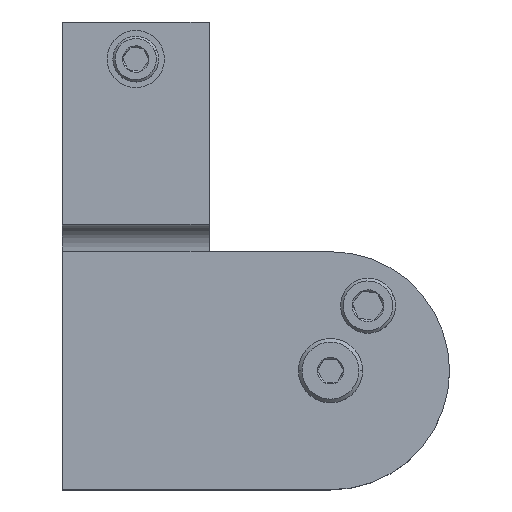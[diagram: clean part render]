
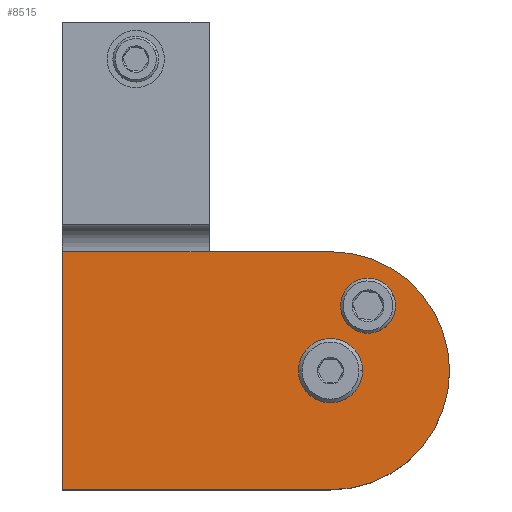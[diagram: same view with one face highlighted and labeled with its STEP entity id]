
A CAD part, top view. The second image highlights one B-rep face of the part: STEP entity #8515.
In plain terms, the highlighted face is planar.
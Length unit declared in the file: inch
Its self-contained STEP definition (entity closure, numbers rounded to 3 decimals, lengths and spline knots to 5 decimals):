
#86 = EDGE_CURVE ( 'NONE', #12647, #1081, #9677, .T. ) ;
#265 = CARTESIAN_POINT ( 'NONE',  ( -0.051, 1.624, 0. ) ) ;
#337 = CIRCLE ( 'NONE', #2300, 0.812 ) ;
#371 = DIRECTION ( 'NONE',  ( 0., 0., -1. ) ) ;
#469 = AXIS2_PLACEMENT_3D ( 'NONE', #15220, #14219, #3511 ) ;
#916 = DIRECTION ( 'NONE',  ( 0., 1., 0. ) ) ;
#995 = ORIENTED_EDGE ( 'NONE', *, *, #2920, .T. ) ;
#1013 = VERTEX_POINT ( 'NONE', #12142 ) ;
#1081 = VERTEX_POINT ( 'NONE', #10995 ) ;
#1103 = EDGE_LOOP ( 'NONE', ( #14497, #7828 ) ) ;
#1166 = EDGE_LOOP ( 'NONE', ( #10650, #995, #14927, #14086, #3719, #12793 ) ) ;
#1337 = CARTESIAN_POINT ( 'NONE',  ( -0.051, 0., 0. ) ) ;
#1994 = CARTESIAN_POINT ( 'NONE',  ( -0.051, 1.624, 1. ) ) ;
#2300 = AXIS2_PLACEMENT_3D ( 'NONE', #7468, #13389, #7319 ) ;
#2397 = ORIENTED_EDGE ( 'NONE', *, *, #8812, .F. ) ;
#2663 = DIRECTION ( 'NONE',  ( 0., -1., 0. ) ) ;
#2920 = EDGE_CURVE ( 'NONE', #8967, #6292, #4960, .T. ) ;
#3085 = VERTEX_POINT ( 'NONE', #7544 ) ;
#3278 = DIRECTION ( 'NONE',  ( -1., 0., 0. ) ) ;
#3511 = DIRECTION ( 'NONE',  ( 0., 0., 1. ) ) ;
#3719 = ORIENTED_EDGE ( 'NONE', *, *, #14753, .T. ) ;
#3918 = CIRCLE ( 'NONE', #469, 0.158 ) ;
#4259 = CARTESIAN_POINT ( 'NONE',  ( -0.051, 1.624, 1. ) ) ;
#4388 = FACE_BOUND ( 'NONE', #7974, .T. ) ;
#4421 = CARTESIAN_POINT ( 'NONE',  ( -0.051, 1.255, 2.084 ) ) ;
#4523 = DIRECTION ( 'NONE',  ( 0., 0., 1. ) ) ;
#4960 = CIRCLE ( 'NONE', #6920, 0.812 ) ;
#5166 = DIRECTION ( 'NONE',  ( 0., 0., 1. ) ) ;
#5339 = CARTESIAN_POINT ( 'NONE',  ( -0.051, 0., 1. ) ) ;
#5413 = LINE ( 'NONE', #4259, #6259 ) ;
#5981 = CARTESIAN_POINT ( 'NONE',  ( -0.051, 0.812, 2.64 ) ) ;
#6007 = VECTOR ( 'NONE', #10028, 39.37008 ) ;
#6026 = AXIS2_PLACEMENT_3D ( 'NONE', #12369, #3278, #4523 ) ;
#6212 = VERTEX_POINT ( 'NONE', #12668 ) ;
#6259 = VECTOR ( 'NONE', #8946, 39.37008 ) ;
#6292 = VERTEX_POINT ( 'NONE', #5981 ) ;
#6517 = VECTOR ( 'NONE', #2663, 39.37008 ) ;
#6920 = AXIS2_PLACEMENT_3D ( 'NONE', #9148, #11456, #916 ) ;
#7319 = DIRECTION ( 'NONE',  ( 0., 1., 0. ) ) ;
#7333 = ORIENTED_EDGE ( 'NONE', *, *, #86, .F. ) ;
#7339 = EDGE_CURVE ( 'NONE', #6212, #1013, #3918, .T. ) ;
#7468 = CARTESIAN_POINT ( 'NONE',  ( -0.051, 0.812, 1.828 ) ) ;
#7486 = DIRECTION ( 'NONE',  ( -1., 0., 0. ) ) ;
#7544 = CARTESIAN_POINT ( 'NONE',  ( -0.051, 1.624, 1.828 ) ) ;
#7674 = CARTESIAN_POINT ( 'NONE',  ( -0.051, 1.255, 2.2125 ) ) ;
#7828 = ORIENTED_EDGE ( 'NONE', *, *, #7339, .F. ) ;
#7974 = EDGE_LOOP ( 'NONE', ( #7333, #2397 ) ) ;
#8174 = AXIS2_PLACEMENT_3D ( 'NONE', #4421, #9026, #13965 ) ;
#8213 = CIRCLE ( 'NONE', #6026, 0.1285 ) ;
#8515 = ADVANCED_FACE ( 'NONE', ( #4388, #9145, #11453 ), #13775, .F. ) ;
#8812 = EDGE_CURVE ( 'NONE', #1081, #12647, #8213, .T. ) ;
#8946 = DIRECTION ( 'NONE',  ( 0., 0., -1. ) ) ;
#8967 = VERTEX_POINT ( 'NONE', #9209 ) ;
#9026 = DIRECTION ( 'NONE',  ( -1., 0., 0. ) ) ;
#9145 = FACE_OUTER_BOUND ( 'NONE', #1166, .T. ) ;
#9148 = CARTESIAN_POINT ( 'NONE',  ( -0.051, 0.812, 1.828 ) ) ;
#9209 = CARTESIAN_POINT ( 'NONE',  ( -0.051, 0., 1.828 ) ) ;
#9414 = EDGE_CURVE ( 'NONE', #13522, #14891, #15053, .T. ) ;
#9677 = CIRCLE ( 'NONE', #8174, 0.1285 ) ;
#9772 = LINE ( 'NONE', #14399, #10926 ) ;
#10028 = DIRECTION ( 'NONE',  ( 0., 0., -1. ) ) ;
#10075 = DIRECTION ( 'NONE',  ( 1., 0., 0. ) ) ;
#10147 = DIRECTION ( 'NONE',  ( 0., 1., 0. ) ) ;
#10650 = ORIENTED_EDGE ( 'NONE', *, *, #14728, .F. ) ;
#10677 = CIRCLE ( 'NONE', #11390, 0.158 ) ;
#10738 = EDGE_CURVE ( 'NONE', #3085, #12865, #9772, .T. ) ;
#10872 = CARTESIAN_POINT ( 'NONE',  ( -0.051, 0.812, 1.828 ) ) ;
#10926 = VECTOR ( 'NONE', #371, 39.37008 ) ;
#10995 = CARTESIAN_POINT ( 'NONE',  ( -0.051, 1.255, 1.9555 ) ) ;
#11390 = AXIS2_PLACEMENT_3D ( 'NONE', #10872, #7486, #5166 ) ;
#11399 = AXIS2_PLACEMENT_3D ( 'NONE', #1994, #10075, #10147 ) ;
#11453 = FACE_BOUND ( 'NONE', #1103, .T. ) ;
#11456 = DIRECTION ( 'NONE',  ( -1., 0., 0. ) ) ;
#12142 = CARTESIAN_POINT ( 'NONE',  ( -0.051, 0.812, 1.986 ) ) ;
#12343 = LINE ( 'NONE', #5339, #6007 ) ;
#12369 = CARTESIAN_POINT ( 'NONE',  ( -0.051, 1.255, 2.084 ) ) ;
#12647 = VERTEX_POINT ( 'NONE', #7674 ) ;
#12668 = CARTESIAN_POINT ( 'NONE',  ( -0.051, 0.812, 1.67 ) ) ;
#12793 = ORIENTED_EDGE ( 'NONE', *, *, #9414, .T. ) ;
#12865 = VERTEX_POINT ( 'NONE', #15224 ) ;
#13389 = DIRECTION ( 'NONE',  ( -1., 0., 0. ) ) ;
#13522 = VERTEX_POINT ( 'NONE', #15029 ) ;
#13775 = PLANE ( 'NONE',  #11399 ) ;
#13965 = DIRECTION ( 'NONE',  ( 0., 0., 1. ) ) ;
#14007 = EDGE_CURVE ( 'NONE', #1013, #6212, #10677, .T. ) ;
#14086 = ORIENTED_EDGE ( 'NONE', *, *, #10738, .T. ) ;
#14219 = DIRECTION ( 'NONE',  ( -1., 0., 0. ) ) ;
#14337 = EDGE_CURVE ( 'NONE', #6292, #3085, #337, .T. ) ;
#14399 = CARTESIAN_POINT ( 'NONE',  ( -0.051, 1.624, 2.64 ) ) ;
#14497 = ORIENTED_EDGE ( 'NONE', *, *, #14007, .F. ) ;
#14728 = EDGE_CURVE ( 'NONE', #8967, #14891, #12343, .T. ) ;
#14753 = EDGE_CURVE ( 'NONE', #12865, #13522, #5413, .T. ) ;
#14891 = VERTEX_POINT ( 'NONE', #1337 ) ;
#14927 = ORIENTED_EDGE ( 'NONE', *, *, #14337, .T. ) ;
#15029 = CARTESIAN_POINT ( 'NONE',  ( -0.051, 1.624, 0. ) ) ;
#15053 = LINE ( 'NONE', #265, #6517 ) ;
#15220 = CARTESIAN_POINT ( 'NONE',  ( -0.051, 0.812, 1.828 ) ) ;
#15224 = CARTESIAN_POINT ( 'NONE',  ( -0.051, 1.624, 1. ) ) ;
